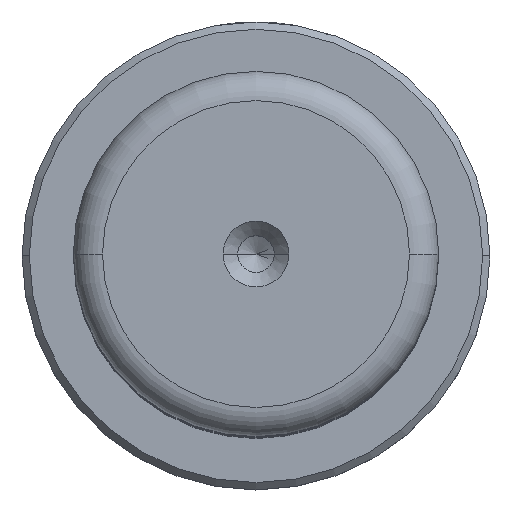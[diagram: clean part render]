
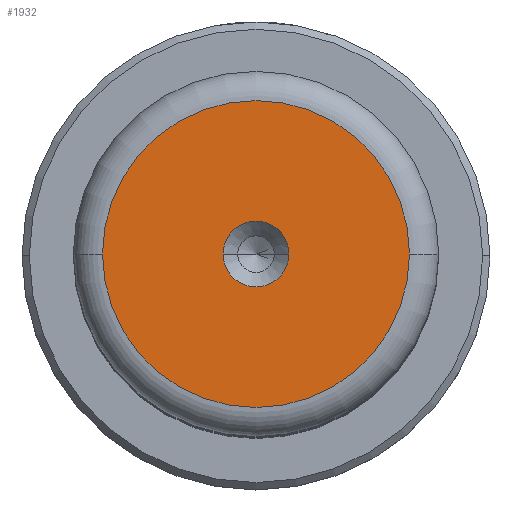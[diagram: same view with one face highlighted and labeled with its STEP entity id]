
A CAD part, top view. The second image highlights one B-rep face of the part: STEP entity #1932.
In plain terms, the highlighted planar face has unit normal (0, 0, 1).
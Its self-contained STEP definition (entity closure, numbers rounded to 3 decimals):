
#7 = EDGE_CURVE ( 'NONE', #1734, #1598, #760, .T. ) ;
#26 = CARTESIAN_POINT ( 'NONE',  ( 2.25, 0., 96. ) ) ;
#36 = AXIS2_PLACEMENT_3D ( 'NONE', #375, #1089, #2727 ) ;
#100 = VERTEX_POINT ( 'NONE', #2032 ) ;
#162 = EDGE_LOOP ( 'NONE', ( #228, #1491 ) ) ;
#201 = CARTESIAN_POINT ( 'NONE',  ( 0., 0., 96. ) ) ;
#212 = DIRECTION ( 'NONE',  ( 1., 0., 0. ) ) ;
#228 = ORIENTED_EDGE ( 'NONE', *, *, #7, .F. ) ;
#293 = AXIS2_PLACEMENT_3D ( 'NONE', #201, #1821, #416 ) ;
#375 = CARTESIAN_POINT ( 'NONE',  ( 0., 0., 96. ) ) ;
#416 = DIRECTION ( 'NONE',  ( 1., 0., 0. ) ) ;
#430 = DIRECTION ( 'NONE',  ( 1., 0., 0. ) ) ;
#438 = DIRECTION ( 'NONE',  ( 0., 0., 1. ) ) ;
#442 = CARTESIAN_POINT ( 'NONE',  ( 0., 0., 96. ) ) ;
#760 = CIRCLE ( 'NONE', #1287, 2.25 ) ;
#873 = DIRECTION ( 'NONE',  ( 0., 0., 1. ) ) ;
#900 = CARTESIAN_POINT ( 'NONE',  ( -2.25, 0., 96. ) ) ;
#1089 = DIRECTION ( 'NONE',  ( 0., 0., 1. ) ) ;
#1167 = ORIENTED_EDGE ( 'NONE', *, *, #1587, .T. ) ;
#1237 = FACE_BOUND ( 'NONE', #162, .T. ) ;
#1260 = AXIS2_PLACEMENT_3D ( 'NONE', #2982, #1602, #212 ) ;
#1287 = AXIS2_PLACEMENT_3D ( 'NONE', #442, #438, #430 ) ;
#1296 = EDGE_LOOP ( 'NONE', ( #1416, #1167 ) ) ;
#1416 = ORIENTED_EDGE ( 'NONE', *, *, #1544, .T. ) ;
#1491 = ORIENTED_EDGE ( 'NONE', *, *, #2043, .F. ) ;
#1544 = EDGE_CURVE ( 'NONE', #2261, #100, #2098, .T. ) ;
#1587 = EDGE_CURVE ( 'NONE', #100, #2261, #2578, .T. ) ;
#1598 = VERTEX_POINT ( 'NONE', #900 ) ;
#1602 = DIRECTION ( 'NONE',  ( 0., 0., 1. ) ) ;
#1734 = VERTEX_POINT ( 'NONE', #26 ) ;
#1778 = PLANE ( 'NONE',  #36 ) ;
#1821 = DIRECTION ( 'NONE',  ( 0., 0., 1. ) ) ;
#1932 = ADVANCED_FACE ( 'NONE', ( #1237, #2941 ), #1778, .T. ) ;
#2032 = CARTESIAN_POINT ( 'NONE',  ( -10.495, 0., 96. ) ) ;
#2043 = EDGE_CURVE ( 'NONE', #1598, #1734, #2193, .T. ) ;
#2098 = CIRCLE ( 'NONE', #2971, 10.495 ) ;
#2193 = CIRCLE ( 'NONE', #1260, 2.25 ) ;
#2261 = VERTEX_POINT ( 'NONE', #2945 ) ;
#2266 = CARTESIAN_POINT ( 'NONE',  ( 0., 0., 96. ) ) ;
#2500 = DIRECTION ( 'NONE',  ( 1., 0., 0. ) ) ;
#2578 = CIRCLE ( 'NONE', #293, 10.495 ) ;
#2727 = DIRECTION ( 'NONE',  ( 1., 0., 0. ) ) ;
#2941 = FACE_OUTER_BOUND ( 'NONE', #1296, .T. ) ;
#2945 = CARTESIAN_POINT ( 'NONE',  ( 10.495, 0., 96. ) ) ;
#2971 = AXIS2_PLACEMENT_3D ( 'NONE', #2266, #873, #2500 ) ;
#2982 = CARTESIAN_POINT ( 'NONE',  ( 0., 0., 96. ) ) ;
